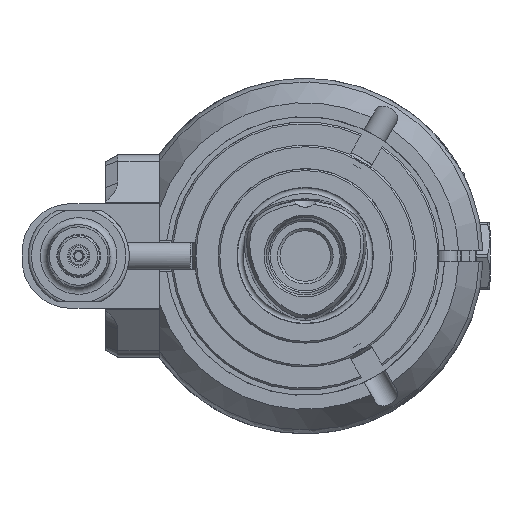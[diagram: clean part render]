
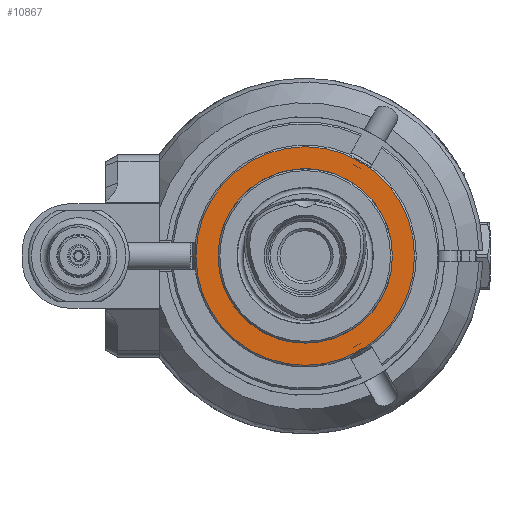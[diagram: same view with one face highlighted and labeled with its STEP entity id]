
A CAD part, left-side view. The second image highlights one B-rep face of the part: STEP entity #10867.
In plain terms, the highlighted planar face has unit normal (-1, 0, 0).
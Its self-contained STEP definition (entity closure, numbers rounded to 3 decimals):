
#121=FACE_BOUND('',#1486,.T.);
#413=PLANE('',#11619);
#868=FACE_OUTER_BOUND('',#1485,.T.);
#1485=EDGE_LOOP('',(#7891));
#1486=EDGE_LOOP('',(#7892));
#2169=CIRCLE('',#11618,23.);
#2170=CIRCLE('',#11620,31.35);
#4660=VERTEX_POINT('',#26559);
#4661=VERTEX_POINT('',#26563);
#5943=EDGE_CURVE('',#4660,#4660,#2169,.T.);
#5944=EDGE_CURVE('',#4661,#4661,#2170,.T.);
#7891=ORIENTED_EDGE('',*,*,#5944,.T.);
#7892=ORIENTED_EDGE('',*,*,#5943,.T.);
#10867=ADVANCED_FACE('',(#868,#121),#413,.T.);
#11618=AXIS2_PLACEMENT_3D('',#26561,#13003,#13004);
#11619=AXIS2_PLACEMENT_3D('',#26562,#13005,#13006);
#11620=AXIS2_PLACEMENT_3D('',#26564,#13007,#13008);
#13003=DIRECTION('center_axis',(1.,0.,0.));
#13004=DIRECTION('ref_axis',(0.,0.,-1.));
#13005=DIRECTION('center_axis',(-1.,0.,0.));
#13006=DIRECTION('ref_axis',(0.,0.,-1.));
#13007=DIRECTION('center_axis',(-1.,0.,0.));
#13008=DIRECTION('ref_axis',(0.,1.,0.));
#26559=CARTESIAN_POINT('',(-39.5,0.,23.));
#26561=CARTESIAN_POINT('Origin',(-39.5,0.,0.));
#26562=CARTESIAN_POINT('Origin',(-39.5,0.,0.));
#26563=CARTESIAN_POINT('',(-39.5,-31.35,0.));
#26564=CARTESIAN_POINT('Origin',(-39.5,0.,0.));
